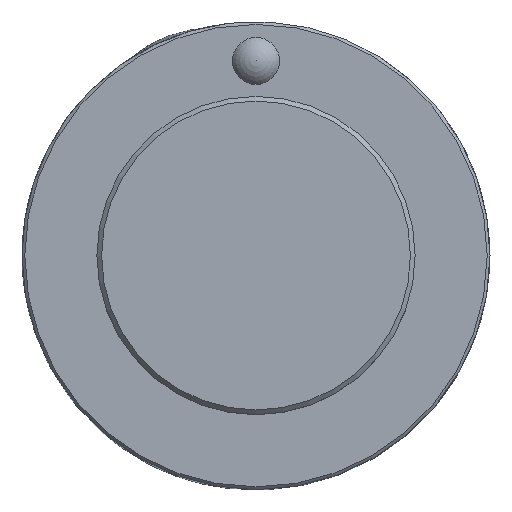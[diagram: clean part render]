
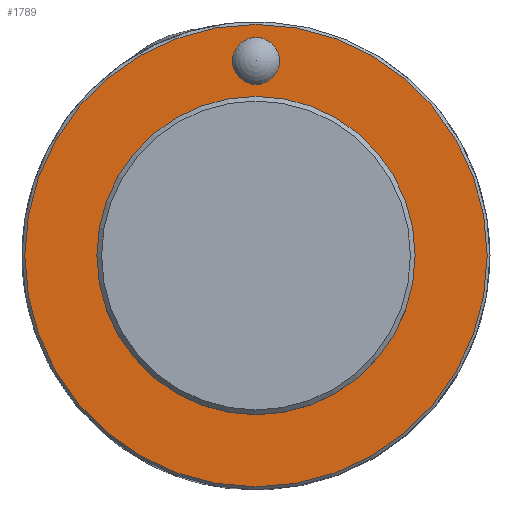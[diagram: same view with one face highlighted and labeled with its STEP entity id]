
A CAD part, top view. The second image highlights one B-rep face of the part: STEP entity #1789.
In plain terms, the highlighted planar face has unit normal (0, 0, 1).
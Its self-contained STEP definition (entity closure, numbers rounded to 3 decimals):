
#290=PLANE('',#5636);
#377=FACE_BOUND('',#2332,.T.);
#378=FACE_BOUND('',#2333,.T.);
#379=FACE_BOUND('',#2334,.T.);
#1789=ADVANCED_FACE('',(#377,#378,#379),#290,.T.);
#2332=EDGE_LOOP('',(#3796));
#2333=EDGE_LOOP('',(#3797));
#2334=EDGE_LOOP('',(#3798));
#3796=ORIENTED_EDGE('',*,*,#5048,.T.);
#3797=ORIENTED_EDGE('',*,*,#5049,.T.);
#3798=ORIENTED_EDGE('',*,*,#5047,.F.);
#4311=VERTEX_POINT('',#8727);
#4312=VERTEX_POINT('',#8730);
#4313=VERTEX_POINT('',#8732);
#5047=EDGE_CURVE('',#4311,#4311,#5190,.T.);
#5048=EDGE_CURVE('',#4312,#4312,#5191,.T.);
#5049=EDGE_CURVE('',#4313,#4313,#5192,.T.);
#5190=CIRCLE('',#5632,17.);
#5191=CIRCLE('',#5634,2.504);
#5192=CIRCLE('',#5635,24.7);
#5632=AXIS2_PLACEMENT_3D('',#8726,#7028,#7029);
#5634=AXIS2_PLACEMENT_3D('',#8729,#7032,#7033);
#5635=AXIS2_PLACEMENT_3D('',#8731,#7034,#7035);
#5636=AXIS2_PLACEMENT_3D('',#8733,#7036,#7037);
#7028=DIRECTION('',(0.,0.,1.));
#7029=DIRECTION('',(1.,0.,0.));
#7032=DIRECTION('',(0.,0.,-1.));
#7033=DIRECTION('',(1.,0.,0.));
#7034=DIRECTION('',(0.,0.,1.));
#7035=DIRECTION('',(1.,0.,0.));
#7036=DIRECTION('',(0.,0.,1.));
#7037=DIRECTION('',(-1.,0.,0.));
#8726=CARTESIAN_POINT('',(0.,0.,0.));
#8727=CARTESIAN_POINT('',(17.,0.,0.));
#8729=CARTESIAN_POINT('',(0.,20.8,0.));
#8730=CARTESIAN_POINT('',(2.504,20.8,0.));
#8731=CARTESIAN_POINT('',(0.,0.,0.));
#8732=CARTESIAN_POINT('',(24.7,0.,0.));
#8733=CARTESIAN_POINT('',(0.,0.,0.));
